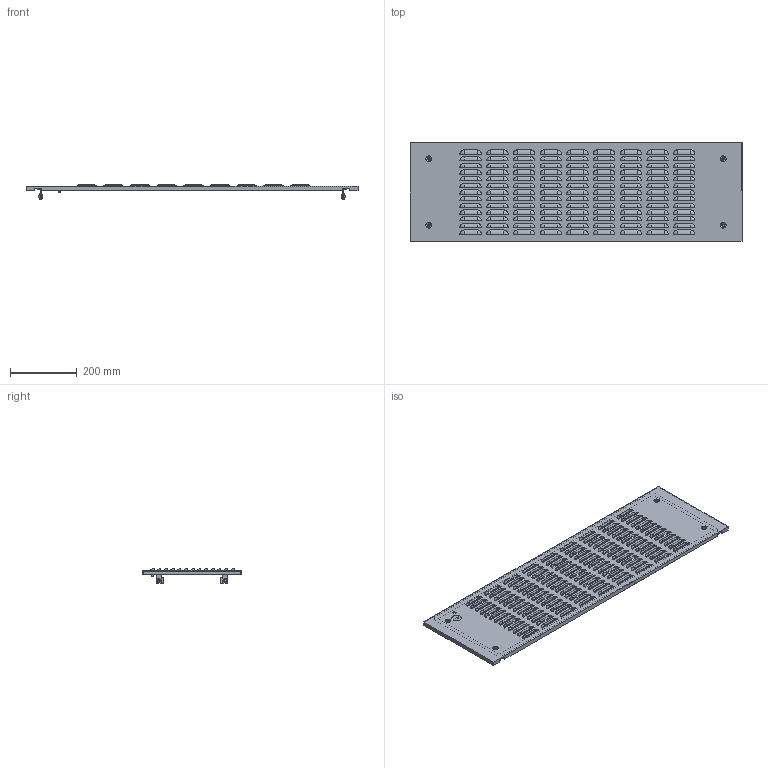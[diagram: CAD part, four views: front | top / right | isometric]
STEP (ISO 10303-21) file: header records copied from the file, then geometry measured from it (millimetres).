
FILE_DESCRIPTION (( 'STEP AP203' ), '1' );
FILE_NAME ('FO-00-PWSV-030-100 FORMAT Ôàëüø-ïàíåëü âíåøíÿÿ ãëóõàÿ 300õ1000 IEK.STEP', '2025-01-20T14:13:50', ( '' ), ( '' ), 'SwSTEP 2.0', 'SolidWorks 2022', '' );
FILE_SCHEMA (( 'CONFIG_CONTROL_DESIGN' ));
Products named in the file (1): FO-00-PWSV-030-100 FORMAT Фальш-панель внешняя глухая 300х1000 IEK
Bounding box: 995 x 296 x 43.5 mm (x, y, z)
Volume: 809300.9 mm3; surface area: 725928.3 mm2
Topology: 1 solids, 10 shells, 2508 faces, 6372 edges, 3903 vertices
Faces by surface type: cylinder 767, plane 707, torus 504, sphere 468, cone 62
Entity records: 77177 total; most frequent: DIRECTION 15212, CARTESIAN_POINT 13030, ORIENTED_EDGE 12740, EDGE_CURVE 6370, AXIS2_PLACEMENT_3D 6365, VERTEX_POINT 3903, CIRCLE 3856, EDGE_LOOP 2795
